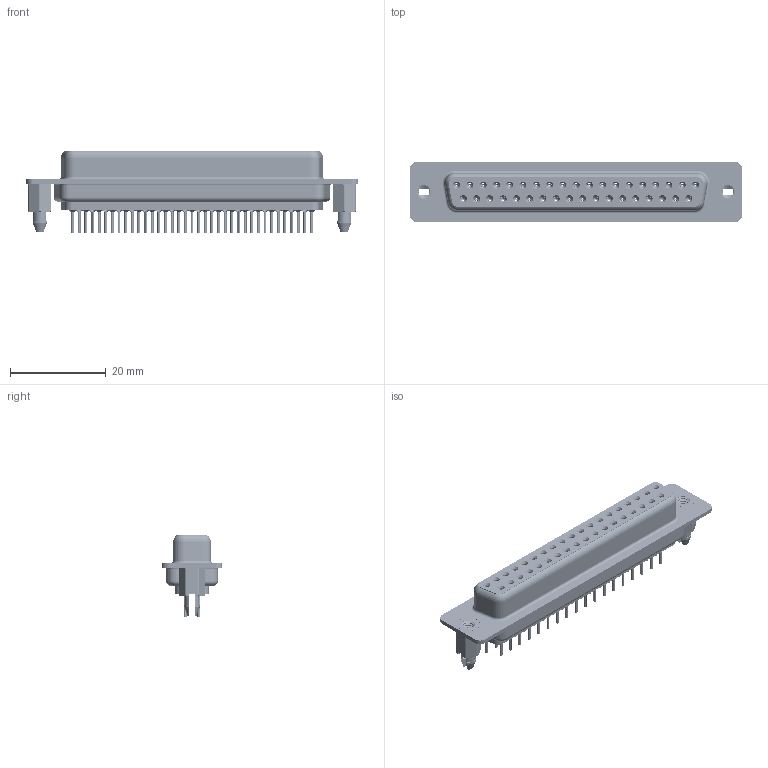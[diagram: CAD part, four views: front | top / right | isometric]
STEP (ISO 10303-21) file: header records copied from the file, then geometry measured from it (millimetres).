
FILE_DESCRIPTION (( 'STEP AP203' ), '1' );
FILE_NAME ('628-037-320-266.STEP', '2020-07-14T18:40:20', ( '' ), ( '' ), 'SwSTEP 2.0', 'SolidWorks 2020', '' );
FILE_SCHEMA (( 'CONFIG_CONTROL_DESIGN' ));
Length unit declared in the file: millimetre
Products named in the file (7): 628 Shell Rear_37 Contacts; 628 Housing_37 LP; 628 Contact Row 1_20L; 628 Shell Front_37 Contacts; 628 4-40 Threaded Boardlock_LP; 628-037-320-266; 628 Contact Row 2_20L
Assembly tree (42 placements, depth 2):
  628-037-320-266
    628 Housing_37 LP
    628 Shell Front_37 Contacts
    628 Shell Rear_37 Contacts
    628 Contact Row 1_20L  x19
    628 Contact Row 2_20L  x18
    628 4-40 Threaded Boardlock_LP  x2
Bounding box: 69.3 x 12.6 x 17.3 mm (x, y, z)
Volume: 5494.3 mm3; surface area: 13236.7 mm2
Topology: 42 solids, 42 shells, 5052 faces, 12905 edges, 8020 vertices
Faces by surface type: cylinder 1390, plane 1246, torus 1025, bspline 746, cone 645
Entity records: 33844 total; most frequent: CARTESIAN_POINT 8802, DIRECTION 5184, ORIENTED_EDGE 4676, EDGE_CURVE 2338, AXIS2_PLACEMENT_3D 2173, VERTEX_POINT 1481, EDGE_LOOP 1195, CIRCLE 1183
